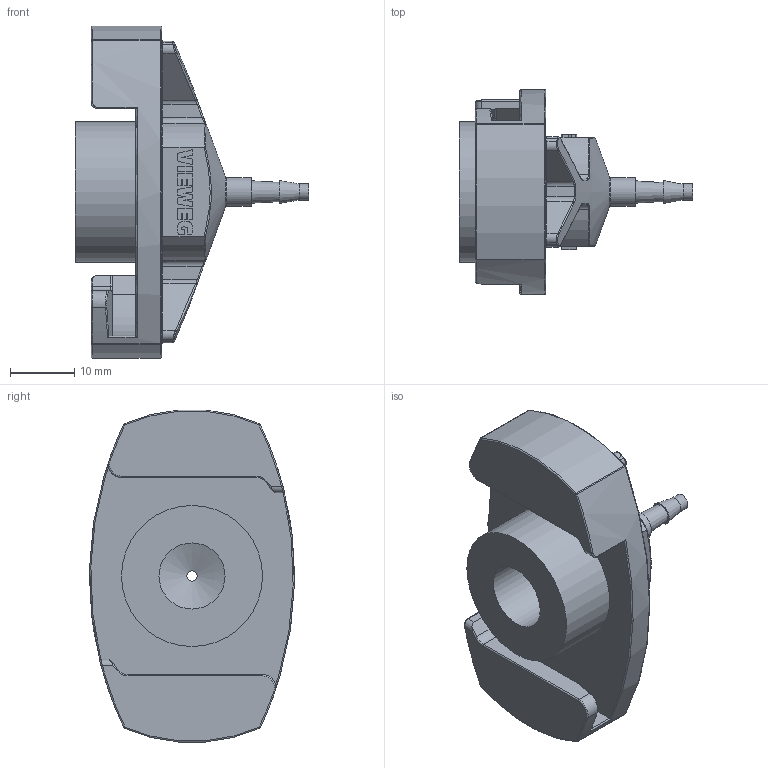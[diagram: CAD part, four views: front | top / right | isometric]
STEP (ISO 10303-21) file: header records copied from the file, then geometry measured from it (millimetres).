
FILE_DESCRIPTION(/* description */ ('Unknown','CAx-IF Rec.Pracs.---Representation and Presentation of Product Manufacturing Information (PMI)---4.0---2014-10-13','CAx-IF Rec.Pracs.---3D Tessellated Geometry---0.4---2014-09-14','2;1'),/* implementation_level */ '2;1');
FILE_NAME(/* name */ '503696_Adapterkopf_30cc_',/* time_stamp */ '2022-07-29T13:23:23+02:00',/* author */ ('Unknown'),/* organization */ ('Unknown'),/* preprocessor_version */ 'ST-DEVELOPER v16.7',/* originating_system */ 'Solid Edge',/* authorisation */ 'Unknown');
FILE_SCHEMA (('AP242_MANAGED_MODEL_BASED_3D_ENGINEERING_MIM_LF { 1 0 10303 442 1 1 4 }'));
Length unit declared in the file: millimetre
Products named in the file (1): S01170_R3_Adapterkop-30cc_990180f
Bounding box: 36.5 x 32 x 51.82 mm (x, y, z)
Volume: 13391.6 mm3; surface area: 7255.2 mm2
Topology: 1 solids, 1 shells, 384 faces, 964 edges, 598 vertices
Faces by surface type: plane 180, cylinder 89, bspline 56, torus 47, sphere 8, cone 4
Full cylindrical faces by diameter (mm): 1.6 x1, 2.5 x1, 4.5 x1, 10.318 x1, 22 x1
Entity records: 12074 total; most frequent: CARTESIAN_POINT 3179, ORIENTED_EDGE 1904, DIRECTION 1762, EDGE_CURVE 952, AXIS2_PLACEMENT_3D 605, VERTEX_POINT 596, LINE 552, VECTOR 552
